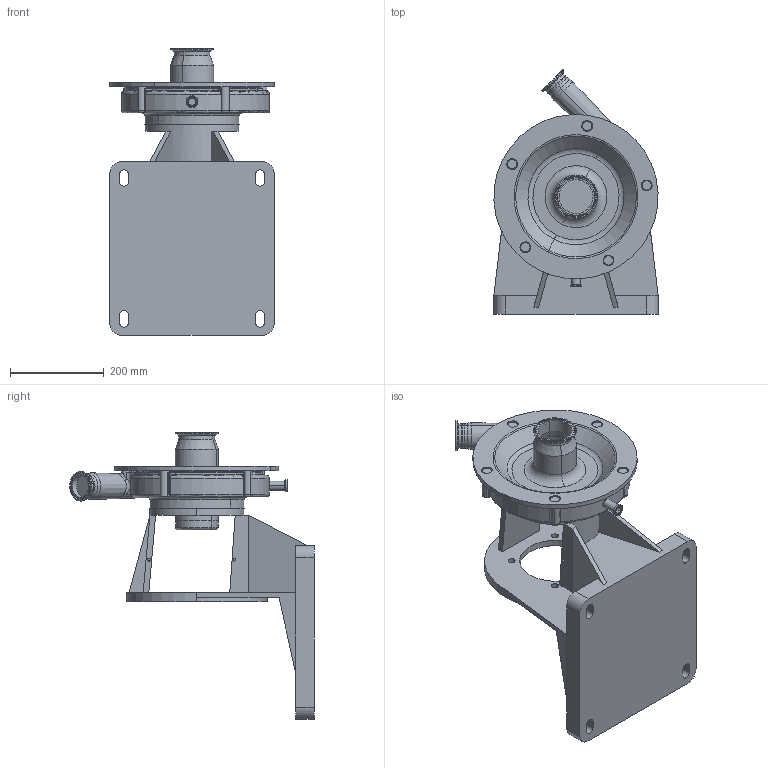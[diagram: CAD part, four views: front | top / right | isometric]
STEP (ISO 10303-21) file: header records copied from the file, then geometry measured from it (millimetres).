
FILE_DESCRIPTION (( 'STEP AP214' ), '1' );
FILE_NAME ('FP 3452 250TC 45L 3-4 IN STR DRAIN.STEP', '2023-04-27T15:46:46', ( '' ), ( '' ), 'SwSTEP 2.0', 'SolidWorks 2023', '' );
FILE_SCHEMA (( 'AUTOMOTIVE_DESIGN' ));
Length unit declared in the file: millimetre
Products named in the file (1): FP 3452 250TC 45L 3-4 IN STR DRAIN
Bounding box: 350 x 520.82 x 610.5 mm (x, y, z)
Volume: 14856108.3 mm3; surface area: 1095177.2 mm2
Topology: 1 solids, 2 shells, 386 faces, 934 edges, 562 vertices
Faces by surface type: cylinder 136, plane 94, torus 92, bspline 31, cone 29, sphere 4
Entity records: 14281 total; most frequent: CARTESIAN_POINT 5159, DIRECTION 2046, ORIENTED_EDGE 1850, EDGE_CURVE 925, AXIS2_PLACEMENT_3D 873, VERTEX_POINT 562, CIRCLE 517, EDGE_LOOP 437
